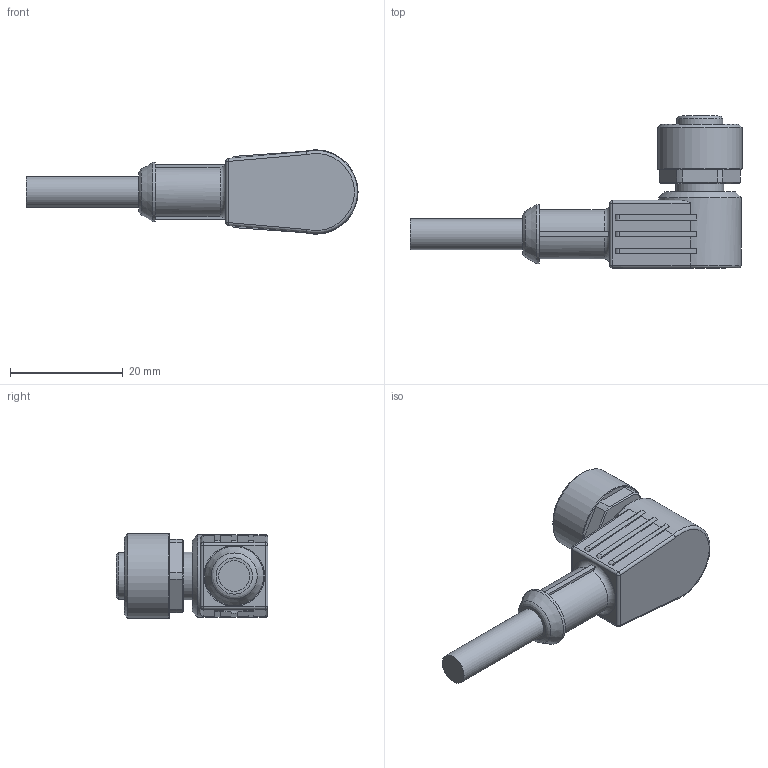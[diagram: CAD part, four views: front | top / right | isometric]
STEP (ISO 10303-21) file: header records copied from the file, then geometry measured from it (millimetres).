
FILE_DESCRIPTION(('M12 Buchse'),'2;1');
FILE_NAME('M12-Buchse gewinkelt 0° A-Kod 5-pol.stp','2011-07-04T16:47:25',('Murrelektronik GmbH Bachgasse 3 09366 Stollberg'),('Werk Stollberg'),'Autodesk Inventor 2011','Autodesk Inventor 2011','');
FILE_SCHEMA(('AUTOMOTIVE_DESIGN { 1 0 10303 214 1 1 1 1 }'));
Length unit declared in the file: millimetre
Products named in the file (1): Bauteil1
Bounding box: 59 x 27 x 15 mm (x, y, z)
Volume: 6804.8 mm3; surface area: 3612.6 mm2
Topology: 1 solids, 1 shells, 120 faces, 284 edges, 175 vertices
Faces by surface type: plane 61, cylinder 40, cone 11, torus 4, sphere 4
Full cylindrical faces by diameter (mm): 1.2 x5, 4.8 x1, 5.5 x1, 8.2 x1, 8.5 x1, 10.5 x1, 11 x1, 14.7 x1, 15 x1
Entity records: 3359 total; most frequent: CARTESIAN_POINT 654, DIRECTION 560, ORIENTED_EDGE 500, EDGE_CURVE 250, AXIS2_PLACEMENT_3D 218, VERTEX_POINT 168, EDGE_LOOP 150, VECTOR 124
